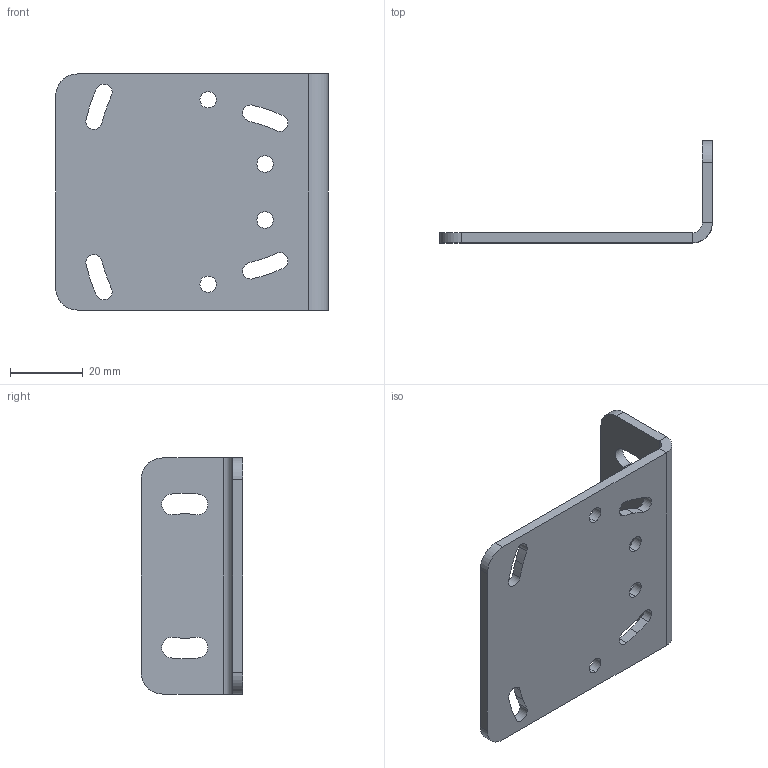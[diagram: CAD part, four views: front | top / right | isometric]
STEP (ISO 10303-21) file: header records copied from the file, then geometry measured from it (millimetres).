
FILE_DESCRIPTION((''),'2;1');
FILE_NAME('175735_ASM','2014-01-16T',('pdmadmin'),(''),'PRO/ENGINEER BY PARAMETRIC TECHNOLOGY CORPORATION, 2013230','PRO/ENGINEER BY PARAMETRIC TECHNOLOGY CORPORATION, 2013230','');
FILE_SCHEMA(('CONFIG_CONTROL_DESIGN'));
Length unit declared in the file: millimetre
Products named in the file (2): 164939_AF0; 175735_ASM
Assembly tree (1 placements, depth 2):
  175735_ASM
    164939_AF0
Bounding box: 75 x 28 x 65 mm (x, y, z)
Volume: 16507.5 mm3; surface area: 13477.3 mm2
Topology: 1 solids, 1 shells, 58 faces, 160 edges, 104 vertices
Faces by surface type: cylinder 46, plane 12
Entity records: 1999 total; most frequent: DIRECTION 374, CARTESIAN_POINT 325, ORIENTED_EDGE 320, EDGE_CURVE 160, AXIS2_PLACEMENT_3D 153, VERTEX_POINT 104, CIRCLE 92, EDGE_LOOP 78
